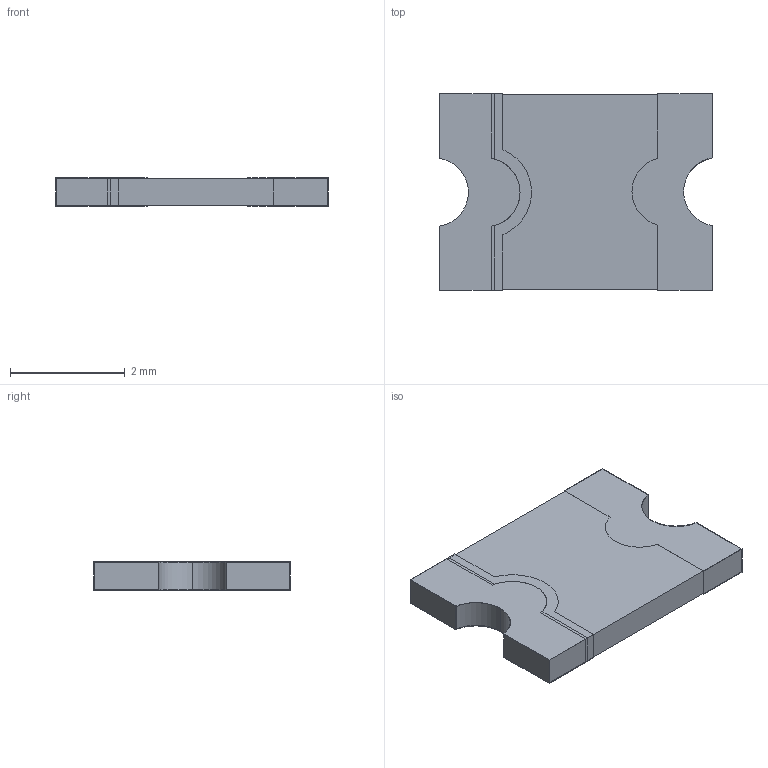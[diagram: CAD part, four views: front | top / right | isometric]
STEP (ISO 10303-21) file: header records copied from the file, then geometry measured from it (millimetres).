
FILE_DESCRIPTION (( 'STEP AP214' ), '1' );
FILE_NAME ('User Library-MINISMDC160F.STEP', '2020-03-27T23:23:37', ( '' ), ( '' ), 'SwSTEP 2.0', 'SolidWorks 2019', '' );
FILE_SCHEMA (( 'AUTOMOTIVE_DESIGN' ));
Length unit declared in the file: millimetre
Products named in the file (5): User Library-MINISMDC160F; MARQUAGE; PAD; PAD001; corp
Assembly tree (4 placements, depth 2):
  User Library-MINISMDC160F
    corp
    MARQUAGE
    PAD001
    PAD
Bounding box: 4.75 x 3.43 x 0.5 mm (x, y, z)
Surface area: 66.9 mm2
Topology: 4 solids, 4 shells, 45 faces, 111 edges, 74 vertices
Faces by surface type: plane 32, cylinder 13
Entity records: 2024 total; most frequent: DIRECTION 241, CARTESIAN_POINT 237, ORIENTED_EDGE 222, EDGE_CURVE 111, VECTOR 85, LINE 85, AXIS2_PLACEMENT_3D 78, VERTEX_POINT 74
